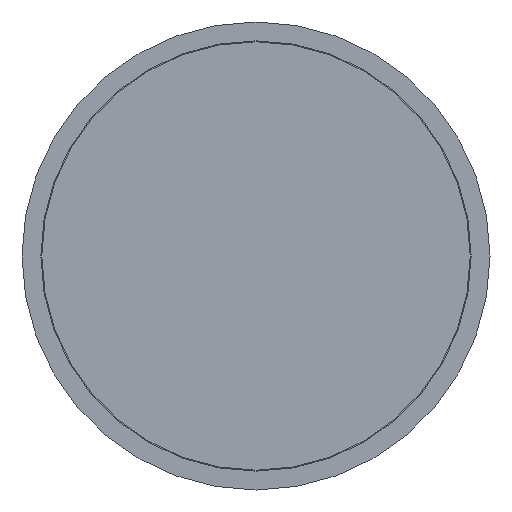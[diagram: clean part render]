
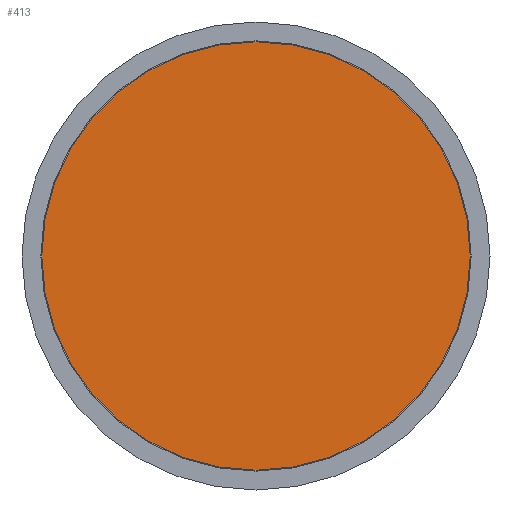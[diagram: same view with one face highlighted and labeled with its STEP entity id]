
A CAD part, front view. The second image highlights one B-rep face of the part: STEP entity #413.
In plain terms, the highlighted planar face has unit normal (0, -1, 0).
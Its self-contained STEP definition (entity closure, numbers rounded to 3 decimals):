
#70 = CIRCLE ( 'NONE', #894, 56.75 ) ;
#110 = CARTESIAN_POINT ( 'NONE',  ( 0., 0., 0. ) ) ;
#252 = AXIS2_PLACEMENT_3D ( 'NONE', #295, #353, #596 ) ;
#270 = EDGE_CURVE ( 'NONE', #389, #389, #70, .T. ) ;
#295 = CARTESIAN_POINT ( 'NONE',  ( -56.75, 0., 0. ) ) ;
#353 = DIRECTION ( 'NONE',  ( 0., 1., 0. ) ) ;
#389 = VERTEX_POINT ( 'NONE', #700 ) ;
#413 = ADVANCED_FACE ( 'NONE', ( #820 ), #985, .F. ) ;
#493 = DIRECTION ( 'NONE',  ( 0., 0., -1. ) ) ;
#596 = DIRECTION ( 'NONE',  ( 0., 0., 1. ) ) ;
#626 = ORIENTED_EDGE ( 'NONE', *, *, #270, .T. ) ;
#700 = CARTESIAN_POINT ( 'NONE',  ( 0., 0., -56.75 ) ) ;
#820 = FACE_OUTER_BOUND ( 'NONE', #850, .T. ) ;
#850 = EDGE_LOOP ( 'NONE', ( #626 ) ) ;
#868 = DIRECTION ( 'NONE',  ( 0., -1., 0. ) ) ;
#894 = AXIS2_PLACEMENT_3D ( 'NONE', #110, #868, #493 ) ;
#985 = PLANE ( 'NONE',  #252 ) ;
